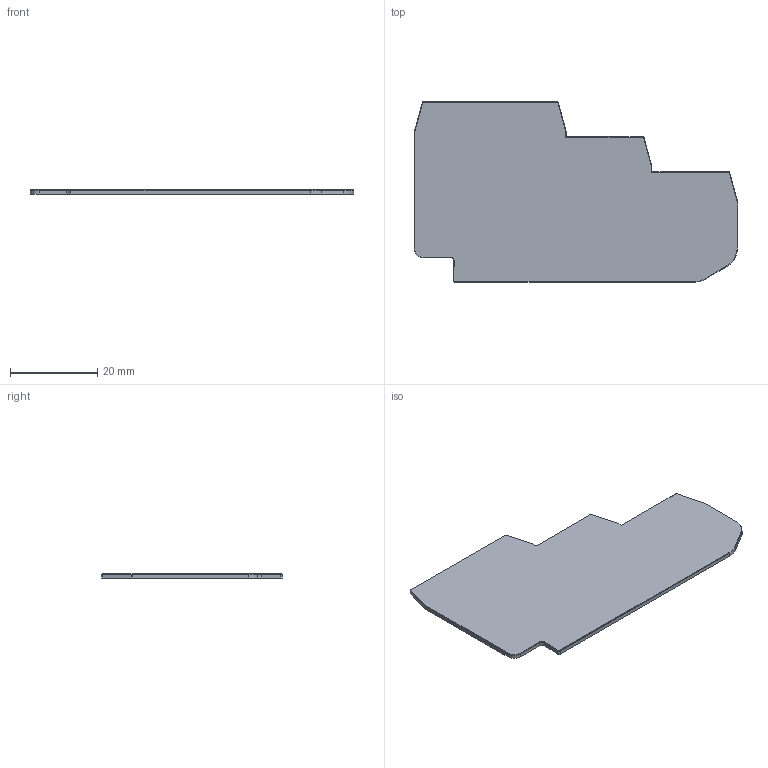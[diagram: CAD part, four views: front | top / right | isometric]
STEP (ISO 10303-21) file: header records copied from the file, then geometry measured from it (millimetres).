
FILE_DESCRIPTION (( 'STEP AP203' ), '1' );
FILE_NAME ('KN-PEC25-24-25.step', '2025-04-29T14:29:33', ( '' ), ( '' ), 'SwSTEP 2.0', 'SolidWorks 2024', '' );
FILE_SCHEMA (( 'CONFIG_CONTROL_DESIGN' ));
Length unit declared in the file: millimetre
Products named in the file (1): KN-PEC25-24-25
Bounding box: 74.05 x 41.3 x 1 mm (x, y, z)
Volume: 2484.5 mm3; surface area: 5194.2 mm2
Topology: 1 solids, 1 shells, 62 faces, 177 edges, 118 vertices
Faces by surface type: plane 35, cylinder 27
Entity records: 2112 total; most frequent: CARTESIAN_POINT 358, DIRECTION 357, ORIENTED_EDGE 354, EDGE_CURVE 177, LINE 123, VECTOR 123, VERTEX_POINT 118, AXIS2_PLACEMENT_3D 117
